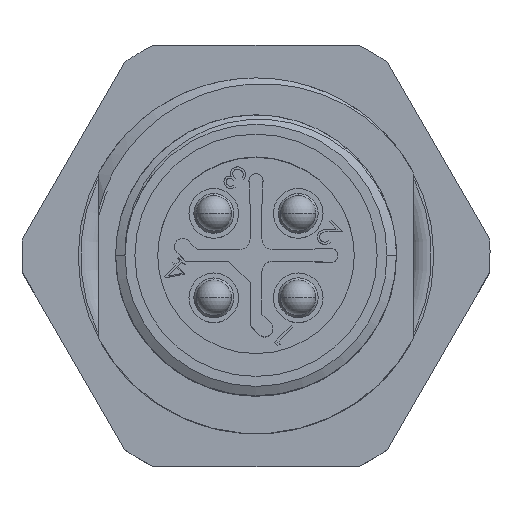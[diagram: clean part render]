
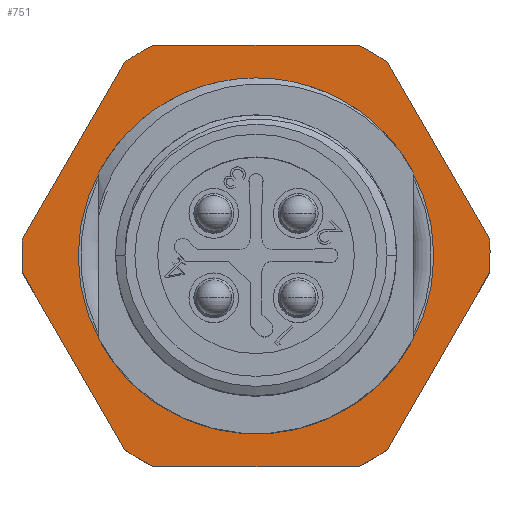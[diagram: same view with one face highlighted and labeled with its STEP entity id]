
A CAD part, top view. The second image highlights one B-rep face of the part: STEP entity #751.
In plain terms, the highlighted planar face has unit normal (0, 0, 1).
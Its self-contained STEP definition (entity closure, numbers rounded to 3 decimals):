
#197=PLANE('',#7243);
#316=FACE_BOUND('',#1569,.T.);
#317=FACE_BOUND('',#1570,.T.);
#751=ADVANCED_FACE('',(#316,#317),#197,.T.);
#1569=EDGE_LOOP('',(#3653,#3654));
#1570=EDGE_LOOP('',(#3655,#3656,#3657,#3658,#3659,#3660,#3661,#3662,#3663,
#3664,#3665,#3666,#3667));
#2158=LINE('',#16676,#2639);
#2159=LINE('',#16677,#2640);
#2160=LINE('',#16678,#2641);
#2161=LINE('',#16679,#2642);
#2162=LINE('',#16680,#2643);
#2163=LINE('',#16681,#2644);
#2639=VECTOR('',#8218,1.);
#2640=VECTOR('',#8219,1.);
#2641=VECTOR('',#8220,1.);
#2642=VECTOR('',#8221,1.);
#2643=VECTOR('',#8222,1.);
#2644=VECTOR('',#8223,1.);
#3653=ORIENTED_EDGE('',*,*,#6052,.F.);
#3654=ORIENTED_EDGE('',*,*,#6023,.F.);
#3655=ORIENTED_EDGE('',*,*,#6029,.T.);
#3656=ORIENTED_EDGE('',*,*,#6025,.T.);
#3657=ORIENTED_EDGE('',*,*,#6053,.T.);
#3658=ORIENTED_EDGE('',*,*,#6035,.T.);
#3659=ORIENTED_EDGE('',*,*,#6054,.T.);
#3660=ORIENTED_EDGE('',*,*,#6049,.T.);
#3661=ORIENTED_EDGE('',*,*,#6055,.T.);
#3662=ORIENTED_EDGE('',*,*,#6041,.T.);
#3663=ORIENTED_EDGE('',*,*,#6056,.T.);
#3664=ORIENTED_EDGE('',*,*,#6047,.T.);
#3665=ORIENTED_EDGE('',*,*,#6057,.T.);
#3666=ORIENTED_EDGE('',*,*,#6037,.T.);
#3667=ORIENTED_EDGE('',*,*,#6058,.T.);
#5261=VERTEX_POINT('',#16610);
#5262=VERTEX_POINT('',#16612);
#5263=VERTEX_POINT('',#16616);
#5264=VERTEX_POINT('',#16617);
#5267=VERTEX_POINT('',#16625);
#5270=VERTEX_POINT('',#16632);
#5272=VERTEX_POINT('',#16636);
#5273=VERTEX_POINT('',#16640);
#5275=VERTEX_POINT('',#16643);
#5277=VERTEX_POINT('',#16649);
#5279=VERTEX_POINT('',#16652);
#5282=VERTEX_POINT('',#16659);
#5284=VERTEX_POINT('',#16663);
#5285=VERTEX_POINT('',#16667);
#5287=VERTEX_POINT('',#16670);
#6023=EDGE_CURVE('',#5261,#5262,#6809,.T.);
#6025=EDGE_CURVE('',#5263,#5264,#6810,.T.);
#6029=EDGE_CURVE('',#5267,#5263,#6812,.T.);
#6035=EDGE_CURVE('',#5270,#5272,#6815,.T.);
#6037=EDGE_CURVE('',#5275,#5273,#6816,.T.);
#6041=EDGE_CURVE('',#5279,#5277,#6818,.T.);
#6047=EDGE_CURVE('',#5282,#5284,#6821,.T.);
#6049=EDGE_CURVE('',#5287,#5285,#6822,.T.);
#6052=EDGE_CURVE('',#5262,#5261,#6824,.T.);
#6053=EDGE_CURVE('',#5264,#5270,#2158,.T.);
#6054=EDGE_CURVE('',#5272,#5287,#2159,.T.);
#6055=EDGE_CURVE('',#5285,#5279,#2160,.T.);
#6056=EDGE_CURVE('',#5277,#5282,#2161,.T.);
#6057=EDGE_CURVE('',#5284,#5275,#2162,.T.);
#6058=EDGE_CURVE('',#5273,#5267,#2163,.T.);
#6809=CIRCLE('',#7219,7.6);
#6810=CIRCLE('',#7221,10.);
#6812=CIRCLE('',#7224,10.);
#6815=CIRCLE('',#7228,10.);
#6816=CIRCLE('',#7230,10.);
#6818=CIRCLE('',#7233,10.);
#6821=CIRCLE('',#7237,10.);
#6822=CIRCLE('',#7239,10.);
#6824=CIRCLE('',#7242,7.6);
#7219=AXIS2_PLACEMENT_3D('',#16611,#8156,#8157);
#7221=AXIS2_PLACEMENT_3D('',#16615,#8161,#8162);
#7224=AXIS2_PLACEMENT_3D('',#16624,#8169,#8170);
#7228=AXIS2_PLACEMENT_3D('',#16637,#8180,#8181);
#7230=AXIS2_PLACEMENT_3D('',#16642,#8185,#8186);
#7233=AXIS2_PLACEMENT_3D('',#16651,#8193,#8194);
#7237=AXIS2_PLACEMENT_3D('',#16664,#8204,#8205);
#7239=AXIS2_PLACEMENT_3D('',#16669,#8209,#8210);
#7242=AXIS2_PLACEMENT_3D('',#16675,#8216,#8217);
#7243=AXIS2_PLACEMENT_3D('',#16682,#8224,#8225);
#8156=DIRECTION('',(0.,0.,1.));
#8157=DIRECTION('',(0.5,-0.866,0.));
#8161=DIRECTION('',(0.,0.,1.));
#8162=DIRECTION('',(0.5,-0.866,0.));
#8169=DIRECTION('',(0.,0.,1.));
#8170=DIRECTION('',(0.5,-0.866,0.));
#8180=DIRECTION('',(0.,0.,1.));
#8181=DIRECTION('',(0.5,-0.866,0.));
#8185=DIRECTION('',(0.,0.,1.));
#8186=DIRECTION('',(0.5,-0.866,0.));
#8193=DIRECTION('',(0.,0.,1.));
#8194=DIRECTION('',(0.5,-0.866,0.));
#8204=DIRECTION('',(0.,0.,1.));
#8205=DIRECTION('',(0.5,-0.866,0.));
#8209=DIRECTION('',(0.,0.,1.));
#8210=DIRECTION('',(0.5,-0.866,0.));
#8216=DIRECTION('',(0.,0.,1.));
#8217=DIRECTION('',(0.5,-0.866,0.));
#8218=DIRECTION('',(-0.5,-0.866,0.));
#8219=DIRECTION('',(0.5,-0.866,0.));
#8220=DIRECTION('',(1.,0.,0.));
#8221=DIRECTION('',(0.5,0.866,0.));
#8222=DIRECTION('',(-0.5,0.866,0.));
#8223=DIRECTION('',(-1.,0.,0.));
#8224=DIRECTION('',(0.,0.,1.));
#8225=DIRECTION('',(0.5,-0.866,0.));
#16610=CARTESIAN_POINT('',(-3.8,6.582,-15.6));
#16611=CARTESIAN_POINT('',(0.,0.,-15.6));
#16612=CARTESIAN_POINT('',(3.8,-6.582,-15.6));
#16615=CARTESIAN_POINT('',(0.,0.,-15.6));
#16616=CARTESIAN_POINT('',(-5.,8.66,-15.6));
#16617=CARTESIAN_POINT('',(-5.615,8.275,-15.6));
#16624=CARTESIAN_POINT('',(0.,0.,-15.6));
#16625=CARTESIAN_POINT('',(-4.359,9.,-15.6));
#16632=CARTESIAN_POINT('',(-9.974,0.725,-15.6));
#16636=CARTESIAN_POINT('',(-9.974,-0.725,-15.6));
#16637=CARTESIAN_POINT('',(0.,0.,-15.6));
#16640=CARTESIAN_POINT('',(4.359,9.,-15.6));
#16642=CARTESIAN_POINT('',(0.,0.,-15.6));
#16643=CARTESIAN_POINT('',(5.615,8.275,-15.6));
#16649=CARTESIAN_POINT('',(5.615,-8.275,-15.6));
#16651=CARTESIAN_POINT('',(0.,0.,-15.6));
#16652=CARTESIAN_POINT('',(4.359,-9.,-15.6));
#16659=CARTESIAN_POINT('',(9.974,-0.725,-15.6));
#16663=CARTESIAN_POINT('',(9.974,0.725,-15.6));
#16664=CARTESIAN_POINT('',(0.,0.,-15.6));
#16667=CARTESIAN_POINT('',(-4.359,-9.,-15.6));
#16669=CARTESIAN_POINT('',(0.,0.,-15.6));
#16670=CARTESIAN_POINT('',(-5.615,-8.275,-15.6));
#16675=CARTESIAN_POINT('',(0.,0.,-15.6));
#16676=CARTESIAN_POINT('',(1.247,20.16,-15.6));
#16677=CARTESIAN_POINT('',(-16.835,11.16,-15.6));
#16678=CARTESIAN_POINT('',(18.082,-9.,-15.6));
#16679=CARTESIAN_POINT('',(16.835,11.16,-15.6));
#16680=CARTESIAN_POINT('',(-1.247,20.16,-15.6));
#16681=CARTESIAN_POINT('',(18.082,9.,-15.6));
#16682=CARTESIAN_POINT('',(0.,0.,-15.6));
